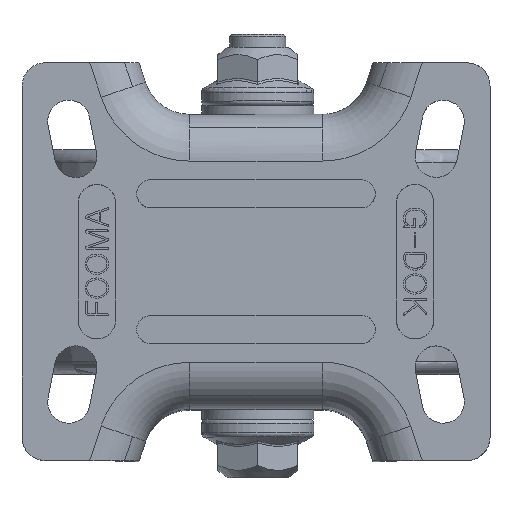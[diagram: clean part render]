
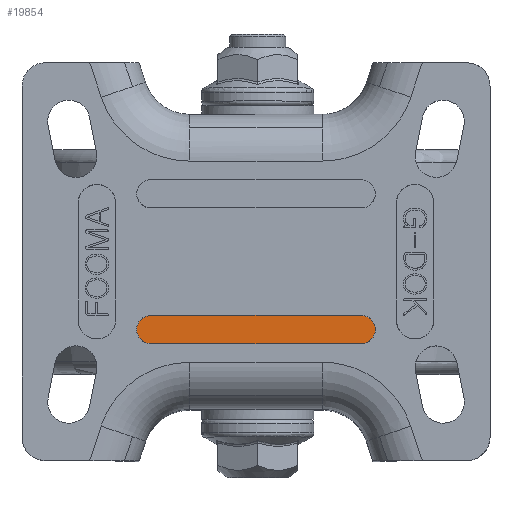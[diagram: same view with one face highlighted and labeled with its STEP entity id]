
A CAD part, top view. The second image highlights one B-rep face of the part: STEP entity #19854.
In plain terms, the highlighted planar face has unit normal (0, 0, 1).
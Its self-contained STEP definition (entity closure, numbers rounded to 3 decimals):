
#435 = CARTESIAN_POINT ( 'NONE',  ( 7.137, 20., 106.274 ) ) ;
#538 = VERTEX_POINT ( 'NONE', #26530 ) ;
#728 = CARTESIAN_POINT ( 'NONE',  ( 22.917, 19.924, 106.274 ) ) ;
#819 = CARTESIAN_POINT ( 'NONE',  ( -25.863, 16.602, 106.274 ) ) ;
#1189 = EDGE_LOOP ( 'NONE', ( #2755, #1338, #27227, #13122, #24608 ) ) ;
#1338 = ORIENTED_EDGE ( 'NONE', *, *, #12912, .T. ) ;
#1837 = CARTESIAN_POINT ( 'NONE',  ( -22.863, 14., 106.274 ) ) ;
#2169 = DIRECTION ( 'NONE',  ( 0., 0., -1. ) ) ;
#2364 = CARTESIAN_POINT ( 'NONE',  ( 24.756, 15.484, 106.274 ) ) ;
#2466 = CARTESIAN_POINT ( 'NONE',  ( -7.863, 20., 106.274 ) ) ;
#2483 = DIRECTION ( 'NONE',  ( 0., -1., 0. ) ) ;
#2755 = ORIENTED_EDGE ( 'NONE', *, *, #19730, .T. ) ;
#3932 = CARTESIAN_POINT ( 'NONE',  ( -23.643, 14.076, 106.274 ) ) ;
#5012 = CARTESIAN_POINT ( 'NONE',  ( 22.137, 14., 106.274 ) ) ;
#6125 = CARTESIAN_POINT ( 'NONE',  ( -25.787, 17.78, 106.274 ) ) ;
#7053 = CARTESIAN_POINT ( 'NONE',  ( 22.535, 14., 106.274 ) ) ;
#7751 = CARTESIAN_POINT ( 'NONE',  ( 23.977, 19.403, 106.274 ) ) ;
#8188 = CARTESIAN_POINT ( 'NONE',  ( -22.863, 20., 106.274 ) ) ;
#8930 = CARTESIAN_POINT ( 'NONE',  ( -23.261, 14., 106.274 ) ) ;
#9488 = CARTESIAN_POINT ( 'NONE',  ( 7.137, 14., 106.274 ) ) ;
#9634 = CARTESIAN_POINT ( 'NONE',  ( 22.137, 14., 106.274 ) ) ;
#9749 = VERTEX_POINT ( 'NONE', #5012 ) ;
#9943 = CARTESIAN_POINT ( 'NONE',  ( -22.863, 20., 106.274 ) ) ;
#10092 = CARTESIAN_POINT ( 'NONE',  ( 22.535, 20., 106.274 ) ) ;
#10665 = CARTESIAN_POINT ( 'NONE',  ( -22.863, 20., 106.274 ) ) ;
#11437 = CARTESIAN_POINT ( 'NONE',  ( -24.379, 14.381, 106.274 ) ) ;
#12604 = CARTESIAN_POINT ( 'NONE',  ( 22.137, 20., 106.274 ) ) ;
#12841 = EDGE_CURVE ( 'NONE', #538, #30603, #18346, .T. ) ;
#12892 = B_SPLINE_CURVE_WITH_KNOTS ( 'NONE', 3,
 ( #28484, #7053, #24106, #16614, #26140, #19406, #2364, #21456, #28635, #28944 ),
 .UNSPECIFIED., .F., .F.,
 ( 4, 2, 2, 2, 4 ),
 ( 0., 0.125, 0.25, 0.375, 0.5 ),
 .UNSPECIFIED. ) ;
#12910 = CARTESIAN_POINT ( 'NONE',  ( 25.061, 17.78, 106.274 ) ) ;
#12912 = EDGE_CURVE ( 'NONE', #29469, #538, #15681, .T. ) ;
#13103 = B_SPLINE_CURVE_WITH_KNOTS ( 'NONE', 3,
 ( #1837, #16082, #9488, #9634 ),
 .UNSPECIFIED., .F., .F.,
 ( 4, 4 ),
 ( 0., 1. ),
 .UNSPECIFIED. ) ;
#13122 = ORIENTED_EDGE ( 'NONE', *, *, #19550, .T. ) ;
#13164 = CARTESIAN_POINT ( 'NONE',  ( -24.703, 19.403, 106.274 ) ) ;
#13327 = CARTESIAN_POINT ( 'NONE',  ( -25.863, 17.398, 106.274 ) ) ;
#15108 = CARTESIAN_POINT ( 'NONE',  ( 23.653, 19.619, 106.274 ) ) ;
#15525 = CARTESIAN_POINT ( 'NONE',  ( -23.261, 20., 106.274 ) ) ;
#15681 = B_SPLINE_CURVE_WITH_KNOTS ( 'NONE', 3,
 ( #26995, #29342, #12910, #17328, #17775, #7751, #15108, #728, #10092, #12604 ),
 .UNSPECIFIED., .F., .F.,
 ( 4, 2, 2, 2, 4 ),
 ( 0.5, 0.625, 0.75, 0.875, 1. ),
 .UNSPECIFIED. ) ;
#16082 = CARTESIAN_POINT ( 'NONE',  ( -7.863, 14., 106.274 ) ) ;
#16614 = CARTESIAN_POINT ( 'NONE',  ( 23.653, 14.381, 106.274 ) ) ;
#16687 = EDGE_CURVE ( 'NONE', #18065, #9749, #13103, .T. ) ;
#17328 = CARTESIAN_POINT ( 'NONE',  ( 24.756, 18.516, 106.274 ) ) ;
#17775 = CARTESIAN_POINT ( 'NONE',  ( 24.54, 18.84, 106.274 ) ) ;
#18065 = VERTEX_POINT ( 'NONE', #30597 ) ;
#18346 = B_SPLINE_CURVE_WITH_KNOTS ( 'NONE', 3,
 ( #26235, #435, #2466, #9943 ),
 .UNSPECIFIED., .F., .F.,
 ( 4, 4 ),
 ( 0., 1. ),
 .UNSPECIFIED. ) ;
#18909 = CARTESIAN_POINT ( 'NONE',  ( -0.363, 17., 106.274 ) ) ;
#19406 = CARTESIAN_POINT ( 'NONE',  ( 24.54, 15.16, 106.274 ) ) ;
#19550 = EDGE_CURVE ( 'NONE', #30603, #18065, #26708, .T. ) ;
#19730 = EDGE_CURVE ( 'NONE', #9749, #29469, #12892, .T. ) ;
#19854 = ADVANCED_FACE ( 'NONE', ( #26566 ), #23604, .F. ) ;
#19900 = CARTESIAN_POINT ( 'NONE',  ( -25.787, 16.22, 106.274 ) ) ;
#21456 = CARTESIAN_POINT ( 'NONE',  ( 25.061, 16.22, 106.274 ) ) ;
#21798 = AXIS2_PLACEMENT_3D ( 'NONE', #18909, #2169, #2483 ) ;
#22714 = CARTESIAN_POINT ( 'NONE',  ( -24.379, 19.619, 106.274 ) ) ;
#23484 = CARTESIAN_POINT ( 'NONE',  ( -22.863, 14., 106.274 ) ) ;
#23604 = PLANE ( 'NONE',  #21798 ) ;
#24106 = CARTESIAN_POINT ( 'NONE',  ( 22.917, 14.076, 106.274 ) ) ;
#24608 = ORIENTED_EDGE ( 'NONE', *, *, #16687, .T. ) ;
#25064 = CARTESIAN_POINT ( 'NONE',  ( -23.643, 19.924, 106.274 ) ) ;
#25221 = CARTESIAN_POINT ( 'NONE',  ( -25.482, 18.516, 106.274 ) ) ;
#26140 = CARTESIAN_POINT ( 'NONE',  ( 23.977, 14.597, 106.274 ) ) ;
#26235 = CARTESIAN_POINT ( 'NONE',  ( 22.137, 20., 106.274 ) ) ;
#26530 = CARTESIAN_POINT ( 'NONE',  ( 22.137, 20., 106.274 ) ) ;
#26566 = FACE_OUTER_BOUND ( 'NONE', #1189, .T. ) ;
#26708 = B_SPLINE_CURVE_WITH_KNOTS ( 'NONE', 3,
 ( #10665, #15525, #25064, #22714, #13164, #27558, #25221, #6125, #13327, #819, #19900, #29437, #30376, #30063, #11437, #3932, #8930, #23484 ),
 .UNSPECIFIED., .F., .F.,
 ( 4, 2, 2, 2, 2, 2, 2, 2, 4 ),
 ( 0., 0.125, 0.25, 0.375, 0.5, 0.625, 0.75, 0.875, 1. ),
 .UNSPECIFIED. ) ;
#26995 = CARTESIAN_POINT ( 'NONE',  ( 25.137, 17., 106.274 ) ) ;
#27220 = CARTESIAN_POINT ( 'NONE',  ( 25.137, 17., 106.274 ) ) ;
#27227 = ORIENTED_EDGE ( 'NONE', *, *, #12841, .T. ) ;
#27558 = CARTESIAN_POINT ( 'NONE',  ( -25.266, 18.84, 106.274 ) ) ;
#28484 = CARTESIAN_POINT ( 'NONE',  ( 22.137, 14., 106.274 ) ) ;
#28635 = CARTESIAN_POINT ( 'NONE',  ( 25.137, 16.602, 106.274 ) ) ;
#28944 = CARTESIAN_POINT ( 'NONE',  ( 25.137, 17., 106.274 ) ) ;
#29342 = CARTESIAN_POINT ( 'NONE',  ( 25.137, 17.398, 106.274 ) ) ;
#29437 = CARTESIAN_POINT ( 'NONE',  ( -25.482, 15.484, 106.274 ) ) ;
#29469 = VERTEX_POINT ( 'NONE', #27220 ) ;
#30063 = CARTESIAN_POINT ( 'NONE',  ( -24.703, 14.597, 106.274 ) ) ;
#30376 = CARTESIAN_POINT ( 'NONE',  ( -25.266, 15.16, 106.274 ) ) ;
#30597 = CARTESIAN_POINT ( 'NONE',  ( -22.863, 14., 106.274 ) ) ;
#30603 = VERTEX_POINT ( 'NONE', #8188 ) ;
